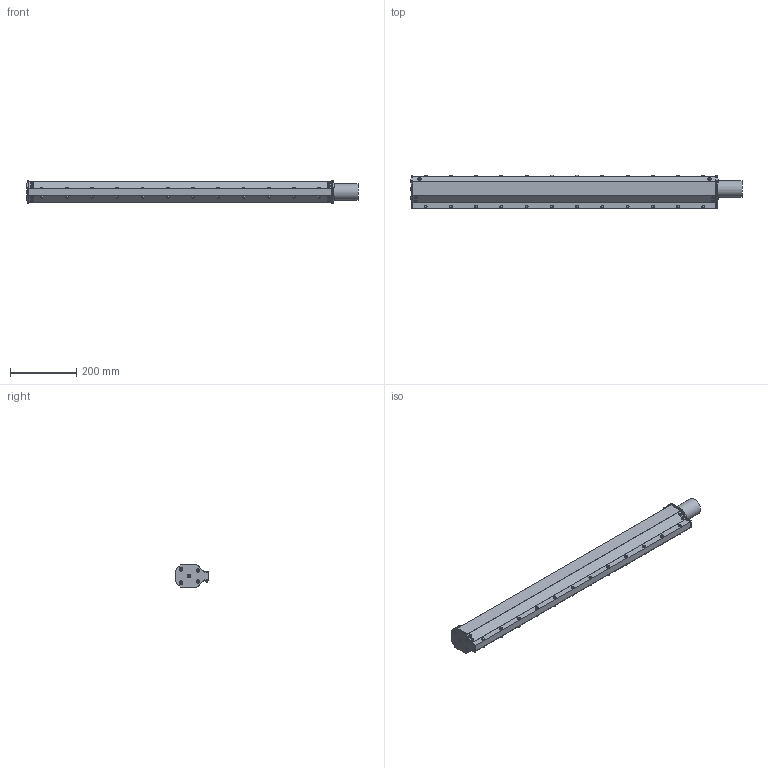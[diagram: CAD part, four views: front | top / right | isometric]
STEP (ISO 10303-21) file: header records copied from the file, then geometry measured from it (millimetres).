
FILE_DESCRIPTION(/* description */ (''),/* implementation_level */ '2;1');
FILE_NAME(/* name */ 'MA21xxxxxx036 DUMMY.stp',/* time_stamp */ '2018-01-30T09:23:13-05:00',/* author */ ('James'),/* organization */ (''),/* preprocessor_version */ 'ST-DEVELOPER v16.5',/* originating_system */ 'Autodesk Inventor 2017',/* authorisation */ '');
FILE_SCHEMA (('AUTOMOTIVE_DESIGN { 1 0 10303 214 3 1 1 }'));
Products named in the file (1): MA21xxxxxx036 DUMMY
Bounding box: 1001.92 x 101.53 x 71.12 mm (x, y, z)
Volume: 4528507.5 mm3; surface area: 289339.6 mm2
Topology: 1 solids, 1 shells, 804 faces, 1763 edges, 1124 vertices
Faces by surface type: plane 340, cone 228, cylinder 167, sphere 33, bspline 24, torus 12
Full cylindrical faces by diameter (mm): 7.6 x8, 9 x32, 9.5 x12, 10.5 x13, 11 x25, 50.8 x1
Entity records: 48462 total; most frequent: CARTESIAN_POINT 32191, DIRECTION 3240, ORIENTED_EDGE 3182, EDGE_CURVE 1591, AXIS2_PLACEMENT_3D 1396, EDGE_LOOP 1082, VERTEX_POINT 1067, FACE_OUTER_BOUND 804
